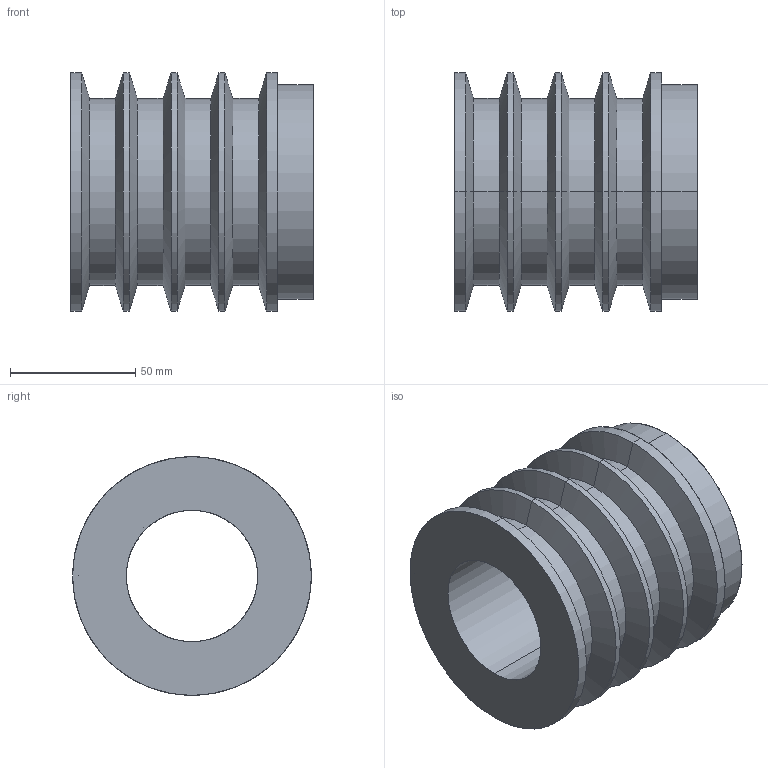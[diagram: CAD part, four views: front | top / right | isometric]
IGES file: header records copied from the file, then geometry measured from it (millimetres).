
Start section: SolidWorks IGES file using analytic representation for surfaces
Global section: file name: 4A4B34S04071419371960.igs; native system: SolidWorks 2016; preprocessor: SolidWorks 2016; author: partstream; date: 160407.141951; units: inch
Bounding box: 96.84 x 95.25 x 95.25 mm (x, y, z)
Surface area: 68380.3 mm2 (no closed solid volume)
Topology: 0 solids, 0 shells, 102 faces, 1108 edges, 1102 vertices
Faces by surface type: revolution 58, bspline 44
